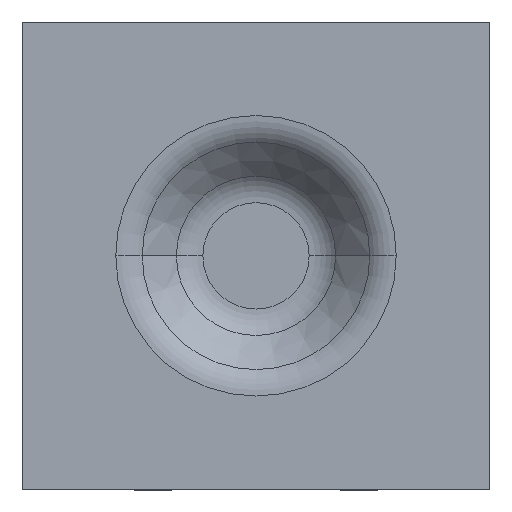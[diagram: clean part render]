
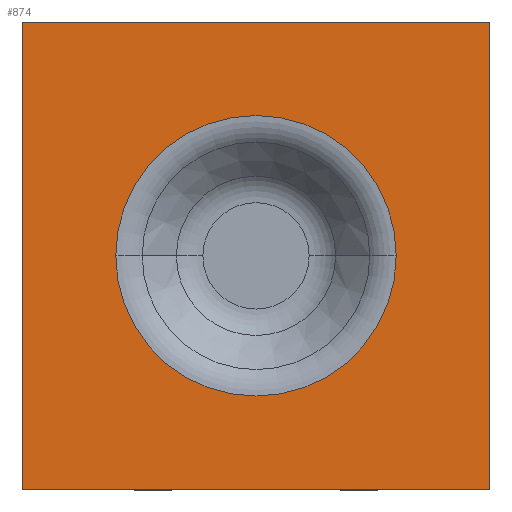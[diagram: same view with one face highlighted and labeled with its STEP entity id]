
A CAD part, top view. The second image highlights one B-rep face of the part: STEP entity #874.
In plain terms, the highlighted planar face has unit normal (0, 0, 1).
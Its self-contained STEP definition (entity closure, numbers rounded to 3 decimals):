
#511 = VERTEX_POINT('',#512);
#512 = CARTESIAN_POINT('',(-0.75,-0.011,0.901));
#518 = EDGE_CURVE('',#519,#511,#521,.T.);
#519 = VERTEX_POINT('',#520);
#520 = CARTESIAN_POINT('',(0.75,-0.011,0.901));
#521 = CIRCLE('',#522,0.75);
#522 = AXIS2_PLACEMENT_3D('',#523,#524,#525);
#523 = CARTESIAN_POINT('',(0.,-0.011,0.901));
#524 = DIRECTION('',(0.,0.,1.));
#525 = DIRECTION('',(-1.,0.,0.));
#707 = VERTEX_POINT('',#708);
#708 = CARTESIAN_POINT('',(-1.25,1.24,0.901));
#714 = EDGE_CURVE('',#707,#715,#717,.T.);
#715 = VERTEX_POINT('',#716);
#716 = CARTESIAN_POINT('',(1.25,1.24,0.901));
#717 = LINE('',#718,#719);
#718 = CARTESIAN_POINT('',(-1.25,1.24,0.901));
#719 = VECTOR('',#720,1.);
#720 = DIRECTION('',(1.,0.,0.));
#815 = VERTEX_POINT('',#816);
#816 = CARTESIAN_POINT('',(1.25,-1.261,0.901));
#822 = EDGE_CURVE('',#823,#815,#825,.T.);
#823 = VERTEX_POINT('',#824);
#824 = CARTESIAN_POINT('',(-1.25,-1.261,0.901));
#825 = LINE('',#826,#827);
#826 = CARTESIAN_POINT('',(-1.25,-1.261,0.901));
#827 = VECTOR('',#828,1.);
#828 = DIRECTION('',(1.,0.,0.));
#874 = ADVANCED_FACE('',(#875,#891),#901,.F.);
#875 = FACE_BOUND('',#876,.T.);
#876 = EDGE_LOOP('',(#877,#878,#884,#885));
#877 = ORIENTED_EDGE('',*,*,#714,.F.);
#878 = ORIENTED_EDGE('',*,*,#879,.T.);
#879 = EDGE_CURVE('',#707,#823,#880,.T.);
#880 = LINE('',#881,#882);
#881 = CARTESIAN_POINT('',(-1.25,1.24,0.901));
#882 = VECTOR('',#883,1.);
#883 = DIRECTION('',(0.,-1.,0.));
#884 = ORIENTED_EDGE('',*,*,#822,.T.);
#885 = ORIENTED_EDGE('',*,*,#886,.F.);
#886 = EDGE_CURVE('',#715,#815,#887,.T.);
#887 = LINE('',#888,#889);
#888 = CARTESIAN_POINT('',(1.25,1.24,0.901));
#889 = VECTOR('',#890,1.);
#890 = DIRECTION('',(0.,-1.,0.));
#891 = FACE_BOUND('',#892,.T.);
#892 = EDGE_LOOP('',(#893,#900));
#893 = ORIENTED_EDGE('',*,*,#894,.F.);
#894 = EDGE_CURVE('',#511,#519,#895,.T.);
#895 = CIRCLE('',#896,0.75);
#896 = AXIS2_PLACEMENT_3D('',#897,#898,#899);
#897 = CARTESIAN_POINT('',(0.,-0.011,0.901));
#898 = DIRECTION('',(0.,0.,1.));
#899 = DIRECTION('',(-1.,0.,0.));
#900 = ORIENTED_EDGE('',*,*,#518,.F.);
#901 = PLANE('',#902);
#902 = AXIS2_PLACEMENT_3D('',#903,#904,#905);
#903 = CARTESIAN_POINT('',(0.,-0.011,0.901));
#904 = DIRECTION('',(0.,0.,-1.));
#905 = DIRECTION('',(0.,1.,0.));
